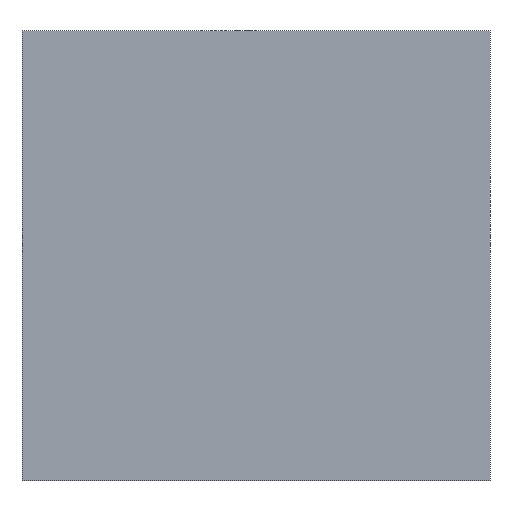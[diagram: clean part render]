
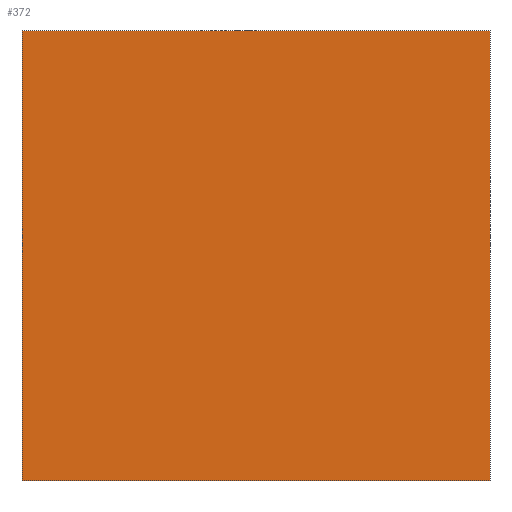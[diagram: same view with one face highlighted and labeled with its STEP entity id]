
A CAD part, front view. The second image highlights one B-rep face of the part: STEP entity #372.
In plain terms, the highlighted planar face has unit normal (0, -1, 0).
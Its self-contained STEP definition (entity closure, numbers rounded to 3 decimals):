
#372=ADVANCED_FACE('',(#1166),#1168,.T.);
#1166=FACE_BOUND('',#1167,.T.);
#1167=EDGE_LOOP('',(#1699,#1700,#1701,#1702));
#1168=PLANE('',#1169);
#1169=AXIS2_PLACEMENT_3D('',#1170,#1171,#1172);
#1170=CARTESIAN_POINT('',(-60.,-65.,0.));
#1171=DIRECTION('',(0.,-1.,0.));
#1172=DIRECTION('',(1.,0.,0.));
#1699=ORIENTED_EDGE('',*,*,#1890,.T.);
#1700=ORIENTED_EDGE('',*,*,#1891,.F.);
#1701=ORIENTED_EDGE('',*,*,#1842,.T.);
#1702=ORIENTED_EDGE('',*,*,#1889,.F.);
#1842=EDGE_CURVE('',#1994,#1992,#1995,.T.);
#1889=EDGE_CURVE('',#2082,#1992,#2084,.T.);
#1890=EDGE_CURVE('',#2082,#2085,#2086,.T.);
#1891=EDGE_CURVE('',#1994,#2085,#2087,.T.);
#1992=VERTEX_POINT('',#2316);
#1994=VERTEX_POINT('',#2320);
#1995=LINE('',#2321,#2322);
#2082=VERTEX_POINT('',#2536);
#2084=LINE('',#2540,#2541);
#2085=VERTEX_POINT('',#2543);
#2086=LINE('',#2544,#2545);
#2087=LINE('',#2547,#2548);
#2316=CARTESIAN_POINT('',(-65.,-65.,125.));
#2320=CARTESIAN_POINT('',(65.,-65.,125.));
#2321=CARTESIAN_POINT('',(65.,-65.,125.));
#2322=VECTOR('',#2323,1.);
#2323=DIRECTION('',(-1.,0.,0.));
#2536=CARTESIAN_POINT('',(-65.,-65.,0.));
#2540=CARTESIAN_POINT('',(-65.,-65.,0.));
#2541=VECTOR('',#2542,1.);
#2542=DIRECTION('',(0.,0.,1.));
#2543=CARTESIAN_POINT('',(65.,-65.,0.));
#2544=CARTESIAN_POINT('',(-65.,-65.,0.));
#2545=VECTOR('',#2546,1.);
#2546=DIRECTION('',(1.,0.,0.));
#2547=CARTESIAN_POINT('',(65.,-65.,125.));
#2548=VECTOR('',#2549,1.);
#2549=DIRECTION('',(0.,0.,-1.));
